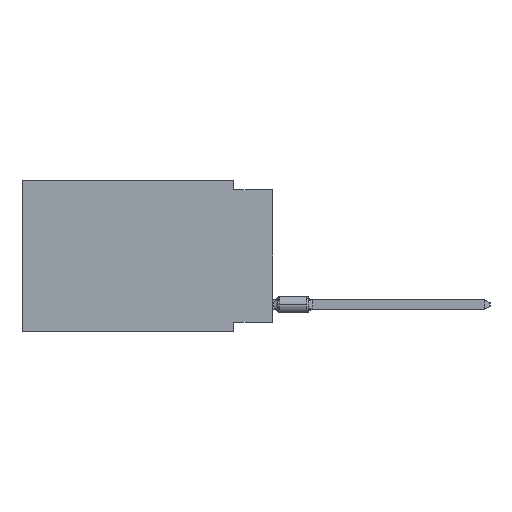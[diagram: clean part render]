
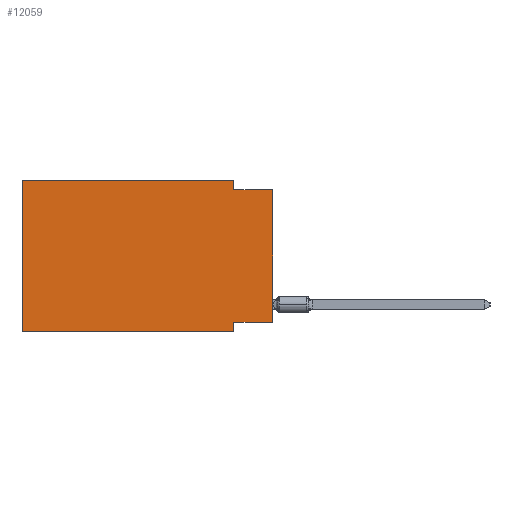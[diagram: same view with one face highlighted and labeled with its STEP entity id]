
A CAD part, left-side view. The second image highlights one B-rep face of the part: STEP entity #12059.
In plain terms, the highlighted planar face has unit normal (-1, 0, 0).
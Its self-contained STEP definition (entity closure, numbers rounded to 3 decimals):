
#316 = CARTESIAN_POINT ( 'NONE',  ( 0., 0., -0.635 ) ) ;
#2101 = VERTEX_POINT ( 'NONE', #316 ) ;
#2590 = VERTEX_POINT ( 'NONE', #9711 ) ;
#2741 = ORIENTED_EDGE ( 'NONE', *, *, #21430, .T. ) ;
#3371 = DIRECTION ( 'NONE',  ( 0., 0., -1. ) ) ;
#4567 = CARTESIAN_POINT ( 'NONE',  ( 0., 0., -0.635 ) ) ;
#6713 = VERTEX_POINT ( 'NONE', #9145 ) ;
#7060 = DIRECTION ( 'NONE',  ( 0., 0., -1. ) ) ;
#8507 = ORIENTED_EDGE ( 'NONE', *, *, #41103, .F. ) ;
#8698 = CARTESIAN_POINT ( 'NONE',  ( 0., 2.54, -9.271 ) ) ;
#8887 = VECTOR ( 'NONE', #3371, 1000. ) ;
#9145 = CARTESIAN_POINT ( 'NONE',  ( 0., 0., -9.271 ) ) ;
#9711 = CARTESIAN_POINT ( 'NONE',  ( 0., 2.54, 0. ) ) ;
#10185 = VECTOR ( 'NONE', #30673, 1000. ) ;
#10233 = CARTESIAN_POINT ( 'NONE',  ( 0., 2.54, 0. ) ) ;
#10716 = CARTESIAN_POINT ( 'NONE',  ( 0., 0., -9.271 ) ) ;
#11043 = VECTOR ( 'NONE', #26644, 1000. ) ;
#11163 = CARTESIAN_POINT ( 'NONE',  ( 0., 16.383, -9.906 ) ) ;
#11555 = LINE ( 'NONE', #17670, #10185 ) ;
#12059 = ADVANCED_FACE ( 'NONE', ( #48845 ), #29710, .F. ) ;
#12623 = VECTOR ( 'NONE', #33389, 1000. ) ;
#14061 = VECTOR ( 'NONE', #18043, 1000. ) ;
#14389 = AXIS2_PLACEMENT_3D ( 'NONE', #49097, #14618, #7060 ) ;
#14421 = LINE ( 'NONE', #37839, #8887 ) ;
#14618 = DIRECTION ( 'NONE',  ( 1., 0., 0. ) ) ;
#16239 = CARTESIAN_POINT ( 'NONE',  ( 0., 16.383, 0. ) ) ;
#16465 = LINE ( 'NONE', #27784, #26536 ) ;
#16801 = LINE ( 'NONE', #10233, #12623 ) ;
#17458 = VERTEX_POINT ( 'NONE', #11163 ) ;
#17670 = CARTESIAN_POINT ( 'NONE',  ( 0., 16.383, 0. ) ) ;
#18043 = DIRECTION ( 'NONE',  ( 0., 1., 0. ) ) ;
#20661 = CARTESIAN_POINT ( 'NONE',  ( 0., 2.54, -0.635 ) ) ;
#21430 = EDGE_CURVE ( 'NONE', #6713, #2101, #23130, .T. ) ;
#21442 = ORIENTED_EDGE ( 'NONE', *, *, #43077, .F. ) ;
#22177 = ORIENTED_EDGE ( 'NONE', *, *, #33267, .F. ) ;
#22236 = ORIENTED_EDGE ( 'NONE', *, *, #35288, .F. ) ;
#22959 = LINE ( 'NONE', #4567, #29121 ) ;
#23130 = LINE ( 'NONE', #38959, #11043 ) ;
#23755 = ORIENTED_EDGE ( 'NONE', *, *, #24892, .T. ) ;
#24892 = EDGE_CURVE ( 'NONE', #17458, #29518, #16465, .T. ) ;
#26536 = VECTOR ( 'NONE', #42399, 1000. ) ;
#26644 = DIRECTION ( 'NONE',  ( 0., 0., 1. ) ) ;
#27784 = CARTESIAN_POINT ( 'NONE',  ( 0., 16.383, -9.906 ) ) ;
#29121 = VECTOR ( 'NONE', #38036, 1000. ) ;
#29518 = VERTEX_POINT ( 'NONE', #38577 ) ;
#29710 = PLANE ( 'NONE',  #14389 ) ;
#30673 = DIRECTION ( 'NONE',  ( 0., -1., 0. ) ) ;
#33267 = EDGE_CURVE ( 'NONE', #6713, #48754, #45435, .T. ) ;
#33389 = DIRECTION ( 'NONE',  ( 0., 0., -1. ) ) ;
#34619 = DIRECTION ( 'NONE',  ( 0., 0., 1. ) ) ;
#35288 = EDGE_CURVE ( 'NONE', #42303, #2590, #11555, .T. ) ;
#35503 = EDGE_CURVE ( 'NONE', #2590, #43245, #16801, .T. ) ;
#37839 = CARTESIAN_POINT ( 'NONE',  ( 0., 2.54, -9.906 ) ) ;
#37969 = CARTESIAN_POINT ( 'NONE',  ( 0., 16.383, 0. ) ) ;
#38036 = DIRECTION ( 'NONE',  ( 0., -1., 0. ) ) ;
#38577 = CARTESIAN_POINT ( 'NONE',  ( 0., 2.54, -9.906 ) ) ;
#38959 = CARTESIAN_POINT ( 'NONE',  ( 0., 0., 0. ) ) ;
#39463 = ORIENTED_EDGE ( 'NONE', *, *, #35503, .F. ) ;
#39503 = VECTOR ( 'NONE', #34619, 1000. ) ;
#39963 = EDGE_CURVE ( 'NONE', #48754, #29518, #14421, .T. ) ;
#41103 = EDGE_CURVE ( 'NONE', #17458, #42303, #42417, .T. ) ;
#42303 = VERTEX_POINT ( 'NONE', #37969 ) ;
#42399 = DIRECTION ( 'NONE',  ( 0., -1., 0. ) ) ;
#42417 = LINE ( 'NONE', #16239, #39503 ) ;
#43077 = EDGE_CURVE ( 'NONE', #43245, #2101, #22959, .T. ) ;
#43245 = VERTEX_POINT ( 'NONE', #20661 ) ;
#44742 = EDGE_LOOP ( 'NONE', ( #2741, #21442, #39463, #22236, #8507, #23755, #45960, #22177 ) ) ;
#45435 = LINE ( 'NONE', #10716, #14061 ) ;
#45960 = ORIENTED_EDGE ( 'NONE', *, *, #39963, .F. ) ;
#48754 = VERTEX_POINT ( 'NONE', #8698 ) ;
#48845 = FACE_OUTER_BOUND ( 'NONE', #44742, .T. ) ;
#49097 = CARTESIAN_POINT ( 'NONE',  ( 0., 16.383, 0. ) ) ;
